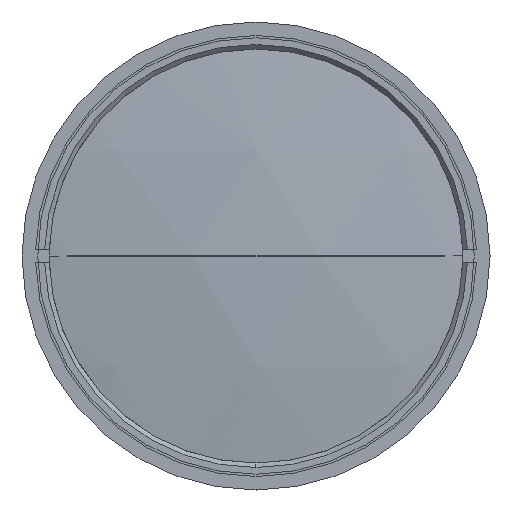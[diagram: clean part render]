
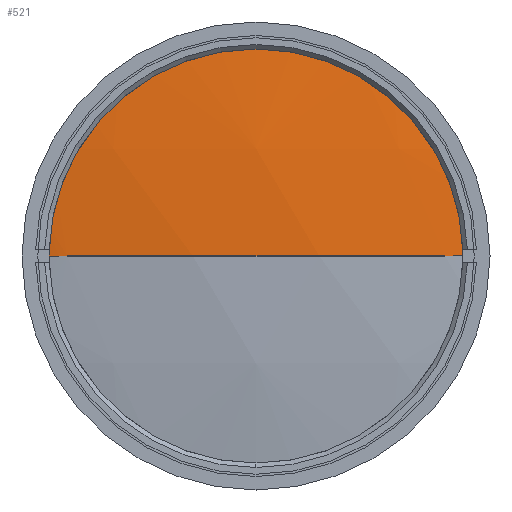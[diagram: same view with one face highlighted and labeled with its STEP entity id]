
A CAD part, left-side view. The second image highlights one B-rep face of the part: STEP entity #521.
In plain terms, the highlighted spherical face has radius 156 mm.
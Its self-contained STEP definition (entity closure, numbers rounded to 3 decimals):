
#29 = VERTEX_POINT ( 'NONE', #2907 ) ;
#60 = CARTESIAN_POINT ( 'NONE',  ( 45.006, 0., 0. ) ) ;
#64 = CIRCLE ( 'NONE', #789, 154.58 ) ;
#146 = EDGE_CURVE ( 'NONE', #2799, #674, #2351, .T. ) ;
#164 = EDGE_CURVE ( 'NONE', #696, #1404, #1817, .T. ) ;
#199 = AXIS2_PLACEMENT_3D ( 'NONE', #2830, #1869, #991 ) ;
#214 = DIRECTION ( 'NONE',  ( 0., 0., -1. ) ) ;
#238 = EDGE_CURVE ( 'NONE', #696, #1775, #2871, .T. ) ;
#392 = DIRECTION ( 'NONE',  ( 1., 0., 0. ) ) ;
#398 = CIRCLE ( 'NONE', #1877, 23.803 ) ;
#484 = ORIENTED_EDGE ( 'NONE', *, *, #1388, .F. ) ;
#521 = ADVANCED_FACE ( 'NONE', ( #1394 ), #1886, .T. ) ;
#535 = ORIENTED_EDGE ( 'NONE', *, *, #1349, .T. ) ;
#644 = AXIS2_PLACEMENT_3D ( 'NONE', #854, #214, #392 ) ;
#674 = VERTEX_POINT ( 'NONE', #872 ) ;
#682 = DIRECTION ( 'NONE',  ( 0., -1., 0. ) ) ;
#696 = VERTEX_POINT ( 'NONE', #2522 ) ;
#744 = DIRECTION ( 'NONE',  ( 0., 1., 0. ) ) ;
#789 = AXIS2_PLACEMENT_3D ( 'NONE', #1699, #1903, #1672 ) ;
#854 = CARTESIAN_POINT ( 'NONE',  ( 45.006, 0., 0. ) ) ;
#872 = CARTESIAN_POINT ( 'NONE',  ( -109.167, 23.803, 0. ) ) ;
#880 = ORIENTED_EDGE ( 'NONE', *, *, #146, .F. ) ;
#929 = DIRECTION ( 'NONE',  ( 0., 0., 1. ) ) ;
#991 = DIRECTION ( 'NONE',  ( -1., 0., 0. ) ) ;
#1007 = EDGE_CURVE ( 'NONE', #29, #2799, #64, .T. ) ;
#1076 = CARTESIAN_POINT ( 'NONE',  ( -109.574, 21., 0. ) ) ;
#1156 = CARTESIAN_POINT ( 'NONE',  ( -109.167, 0., 0. ) ) ;
#1161 = ORIENTED_EDGE ( 'NONE', *, *, #238, .T. ) ;
#1165 = DIRECTION ( 'NONE',  ( 1., 0., 0. ) ) ;
#1183 = AXIS2_PLACEMENT_3D ( 'NONE', #60, #2770, #682 ) ;
#1340 = CARTESIAN_POINT ( 'NONE',  ( -109.167, -23.803, 0. ) ) ;
#1349 = EDGE_CURVE ( 'NONE', #1775, #674, #398, .T. ) ;
#1388 = EDGE_CURVE ( 'NONE', #1404, #29, #2984, .T. ) ;
#1394 = FACE_OUTER_BOUND ( 'NONE', #2556, .T. ) ;
#1404 = VERTEX_POINT ( 'NONE', #2204 ) ;
#1524 = AXIS2_PLACEMENT_3D ( 'NONE', #2997, #929, #2804 ) ;
#1672 = DIRECTION ( 'NONE',  ( 0., 0., 1. ) ) ;
#1699 = CARTESIAN_POINT ( 'NONE',  ( 45.006, 21., 0. ) ) ;
#1775 = VERTEX_POINT ( 'NONE', #1340 ) ;
#1817 = CIRCLE ( 'NONE', #2490, 154.58 ) ;
#1869 = DIRECTION ( 'NONE',  ( 0., 0., -1. ) ) ;
#1877 = AXIS2_PLACEMENT_3D ( 'NONE', #1156, #2318, #3004 ) ;
#1886 = SPHERICAL_SURFACE ( 'NONE', #1524, 156. ) ;
#1903 = DIRECTION ( 'NONE',  ( 0., -1., 0. ) ) ;
#2204 = CARTESIAN_POINT ( 'NONE',  ( -109.574, -21., 0. ) ) ;
#2318 = DIRECTION ( 'NONE',  ( -1., 0., 0. ) ) ;
#2351 = CIRCLE ( 'NONE', #199, 156. ) ;
#2370 = ORIENTED_EDGE ( 'NONE', *, *, #164, .F. ) ;
#2383 = CARTESIAN_POINT ( 'NONE',  ( 45.006, -21., 0. ) ) ;
#2490 = AXIS2_PLACEMENT_3D ( 'NONE', #2383, #744, #1165 ) ;
#2522 = CARTESIAN_POINT ( 'NONE',  ( -109.574, -21., 0. ) ) ;
#2556 = EDGE_LOOP ( 'NONE', ( #2370, #1161, #535, #880, #2763, #484 ) ) ;
#2763 = ORIENTED_EDGE ( 'NONE', *, *, #1007, .F. ) ;
#2770 = DIRECTION ( 'NONE',  ( 0., 0., 1. ) ) ;
#2799 = VERTEX_POINT ( 'NONE', #1076 ) ;
#2804 = DIRECTION ( 'NONE',  ( 0., 1., 0. ) ) ;
#2830 = CARTESIAN_POINT ( 'NONE',  ( 45.006, 0., 0. ) ) ;
#2871 = CIRCLE ( 'NONE', #1183, 156. ) ;
#2907 = CARTESIAN_POINT ( 'NONE',  ( -109.574, 21., 0. ) ) ;
#2984 = CIRCLE ( 'NONE', #644, 156. ) ;
#2997 = CARTESIAN_POINT ( 'NONE',  ( 45.006, 0., 0. ) ) ;
#3004 = DIRECTION ( 'NONE',  ( 0., 0., -1. ) ) ;
